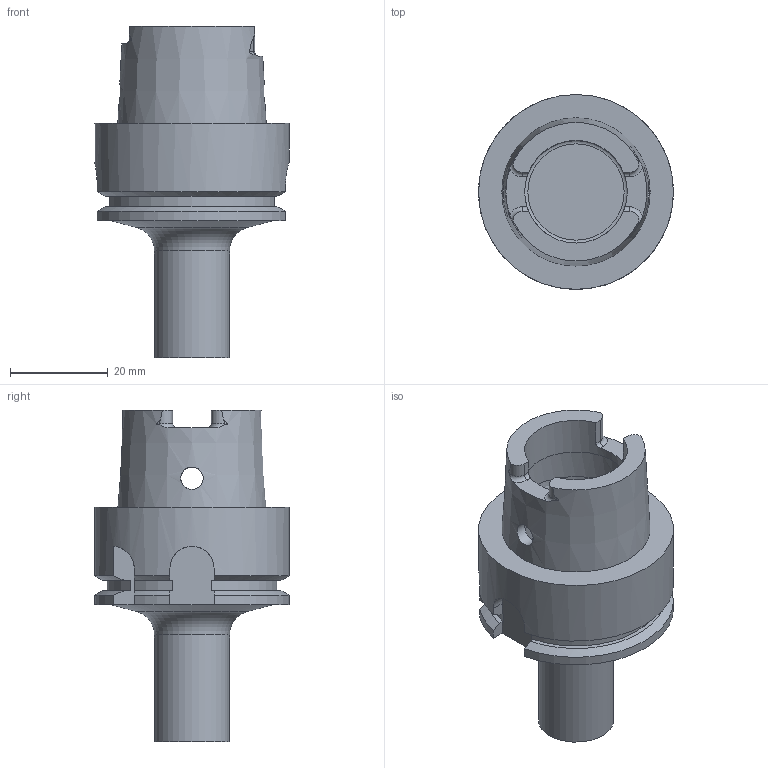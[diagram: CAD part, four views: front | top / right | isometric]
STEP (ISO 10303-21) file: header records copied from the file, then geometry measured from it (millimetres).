
FILE_DESCRIPTION(/* description */ (''),/* implementation_level */ '2;1');
FILE_NAME(/* name */ '1725429087854.stp',/* time_stamp */ '2024-09-04T07:51:33+02:00',/* author */ (''),/* organization */ ('SMS'),/* preprocessor_version */ 'ST-DEVELOPER v16.7',/* originating_system */ 'SIEMENS PLM Software NX 12.0',/* authorisation */ '');
FILE_SCHEMA (('AUTOMOTIVE_DESIGN { 1 0 10303 214 3 1 1 1 }'));
Length unit declared in the file: millimetre
Products named in the file (1): 205268166mod000_00
Bounding box: 39.95 x 39.95 x 67.9 mm (x, y, z)
Volume: 31417.7 mm3; surface area: 10388.8 mm2
Topology: 1 solids, 1 shells, 83 faces, 234 edges, 155 vertices
Faces by surface type: plane 36, cylinder 30, cone 9, torus 8
Full cylindrical faces by diameter (mm): 4.6 x2, 15.4 x1, 21.042 x2, 25.565 x1, 39.95 x1
Entity records: 3017 total; most frequent: CARTESIAN_POINT 964, ORIENTED_EDGE 414, DIRECTION 408, EDGE_CURVE 207, AXIS2_PLACEMENT_3D 157, VERTEX_POINT 140, EDGE_LOOP 101, LINE 94
